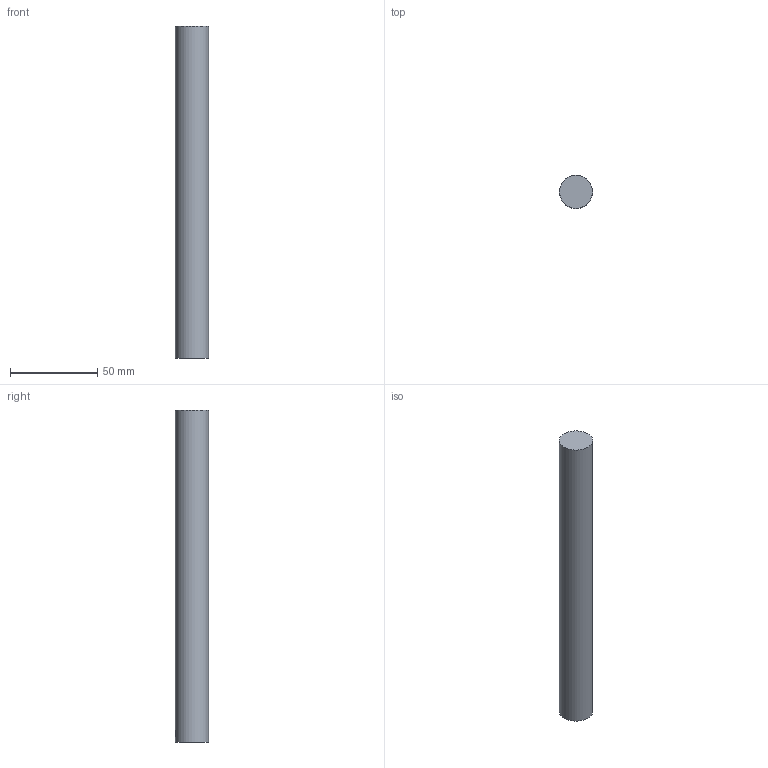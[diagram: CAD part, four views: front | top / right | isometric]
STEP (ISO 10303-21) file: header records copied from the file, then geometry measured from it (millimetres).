
FILE_DESCRIPTION((''),'1');
FILE_NAME('ST19W-CKB1-190.stp','2022-09-28T05:54:57',(''),(''),'Spatial Interop R21 SP3','Kubotek KeyCreator 2011 V10.0.2 (22737)',' ');
FILE_SCHEMA(('automotive_design'));
Length unit declared in the file: millimetre
Products named in the file (1): 240[2]
Bounding box: 19 x 19 x 190 mm (x, y, z)
Volume: 52536.7 mm3; surface area: 12394.3 mm2
Topology: 1 solids, 1 shells, 7 faces, 12 edges, 8 vertices
Faces by surface type: plane 4, cylinder 3
Full cylindrical faces by diameter (mm): 4.2 x1, 11 x1, 19 x1
Entity records: 415 total; most frequent: CARTESIAN_POINT 152, DIRECTION 26, PRESENTATION_STYLE_ASSIGNMENT 23, COLOUR_RGB 23, STYLED_ITEM 15, CURVE_STYLE 15, DRAUGHTING_PRE_DEFINED_CURVE_FONT 15, ORIENTED_EDGE 14
